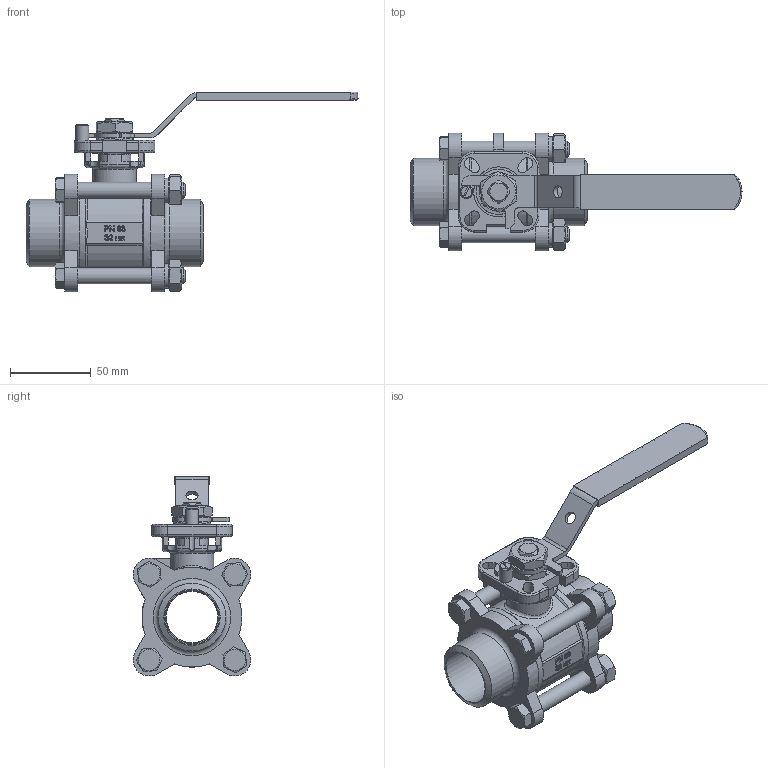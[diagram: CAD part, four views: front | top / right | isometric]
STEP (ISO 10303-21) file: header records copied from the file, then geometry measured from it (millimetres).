
FILE_DESCRIPTION((''),'2;1');
FILE_NAME('ФБ39 320 032 700.stp','2016-03-11T10:02:11',('��������'),(''),'Autodesk Inventor 2013','Autodesk Inventor 2013','');
FILE_SCHEMA(('AUTOMOTIVE_DESIGN { 1 0 10303 214 1 1 1 1 }'));
Length unit declared in the file: millimetre
Products named in the file (22): ФБ39 320 032 700; ФБ39 320 032 705; ФБ39 320 025 706; Пробка DN32_700; ФБ39 320 032 715; ФБ39 320 025 717; Кольцо; Кольцо 32_700_2; Шайба_32; Пружина тарельчатая 32_700; ФБ39 320 025 726; Кольцо32_700_среднее; Шайба_32 Ф4_верх; ФБ39 320 015 701; ФБ39 320 025 710; ФБ39 320 025 711; Рукав 320 025; Гайка M14 # ГОСТ 5916-70 Исполнение 1; ГОСТ 9833-73 гидравл.  (Наружные) 013-016-19; Болт M10 # x50 # ГОСТ 7796-70 Исполнение 1; Гайка M10 # ГОСТ 5915-70 Исполнение 1; Шайба 10 # ГОСТ 6402-70 Исполнение 1
Assembly tree (34 placements, depth 3):
  ФБ39 320 032 700
    ФБ39 320 032 705
    ФБ39 320 025 706  x2
    Пробка DN32_700
    ФБ39 320 032 715  x2
    ФБ39 320 025 717
    Кольцо
    Кольцо 32_700_2
    Шайба_32
    Пружина тарельчатая 32_700  x2
    ФБ39 320 025 726
    Кольцо32_700_среднее
    Шайба_32 Ф4_верх
    ФБ39 320 015 701
    ФБ39 320 025 710
      ФБ39 320 025 711
      Рукав 320 025
    Гайка M14 # ГОСТ 5916-70 Исполнение 1  x2
    ГОСТ 9833-73 гидравл.  (Наружные) 013-016-19
    Болт M10 # x50 # ГОСТ 7796-70 Исполнение 1  x4
    Гайка M10 # ГОСТ 5915-70 Исполнение 1  x4
    Шайба 10 # ГОСТ 6402-70 Исполнение 1  x4
Bounding box: 205.96 x 73.03 x 124.06 mm (x, y, z)
Volume: 241392.7 mm3; surface area: 128052.3 mm2
Topology: 33 solids, 33 shells, 808 faces, 2040 edges, 1335 vertices
Faces by surface type: plane 409, cylinder 158, bspline 138, cone 64, torus 38, sphere 1
Full cylindrical faces by diameter (mm): 4 x1, 4.134 x1, 5 x1, 7.5 x1, 8 x1, 8.377 x4, 10 x4, 11 x9, 11.836 x2, 13 x2, 16 x9, 17 x1, 20 x2, 20.5 x2, 21 x5, 27 x1, 31 x1, 32 x1, 33 x2, 34 x2, 42 x2, 51 x3, 58 x4, 62 x4
Entity records: 21691 total; most frequent: CARTESIAN_POINT 6111, ORIENTED_EDGE 3168, DIRECTION 2743, EDGE_CURVE 1584, VERTEX_POINT 1091, AXIS2_PLACEMENT_3D 941, VECTOR 861, LINE 861
